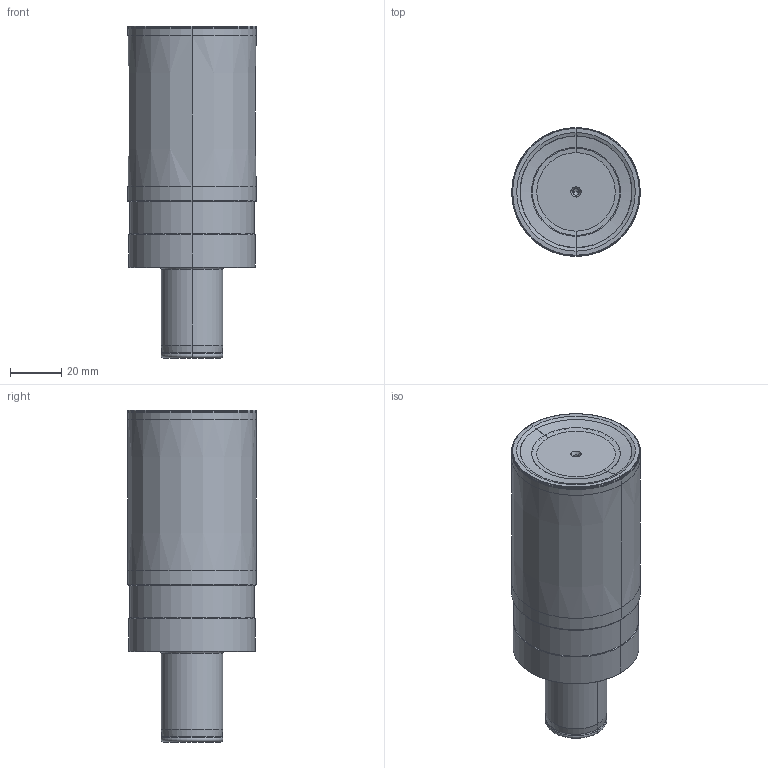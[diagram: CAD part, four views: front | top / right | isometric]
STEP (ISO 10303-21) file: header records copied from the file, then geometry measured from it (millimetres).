
FILE_DESCRIPTION((''),'2;1');
FILE_NAME('22J3C050068Z4R00__ASM','2010-01-18T',('arcalean_pc'),(''),'PRO/ENGINEER BY PARAMETRIC TECHNOLOGY CORPORATION, 2009380','PRO/ENGINEER BY PARAMETRIC TECHNOLOGY CORPORATION, 2009380','');
FILE_SCHEMA(('CONFIG_CONTROL_DESIGN'));
Length unit declared in the file: millimetre
Products named in the file (3): SCHNEIDE; 22J3C050068Z4R00_HSG; 22J3C050068Z4R00__ASM
Assembly tree (2 placements, depth 2):
  22J3C050068Z4R00__ASM
    SCHNEIDE
    22J3C050068Z4R00_HSG
Bounding box: 50 x 50 x 129 mm (x, y, z)
Volume: 187519.7 mm3; surface area: 40640.6 mm2
Topology: 1 solids, 2 shells, 80 faces, 164 edges, 86 vertices
Faces by surface type: revolution 42, cone 18, torus 8, cylinder 8, plane 4
Entity records: 4679 total; most frequent: CARTESIAN_POINT 2957, DIRECTION 334, ORIENTED_EDGE 316, EDGE_CURVE 160, AXIS2_PLACEMENT_3D 133, CIRCLE 90, VERTEX_POINT 86, B_SPLINE_CURVE_WITH_KNOTS 86
